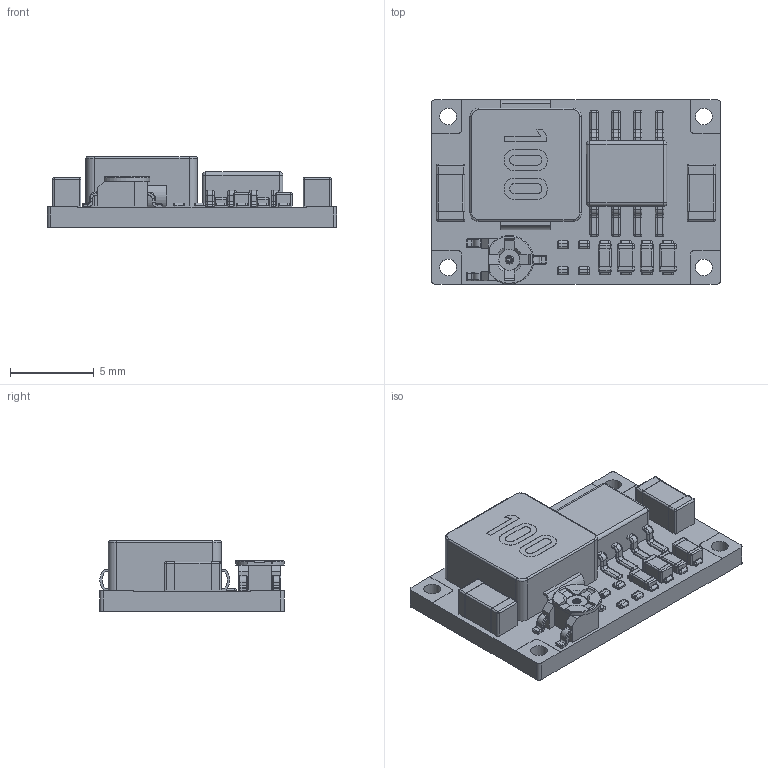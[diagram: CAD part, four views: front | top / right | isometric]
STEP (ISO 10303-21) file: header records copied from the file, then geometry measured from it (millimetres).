
FILE_DESCRIPTION(/* description */ (''),/* implementation_level */ '2;1');
FILE_NAME(/* name */ 'DSN-MINI-360.step',/* time_stamp */ '2023-11-16T15:30:56-08:00',/* author */ (''),/* organization */ (''),/* preprocessor_version */ 'ST-DEVELOPER v20',/* originating_system */ 'Autodesk Translation Framework v12.14.0.127',/* authorisation */ '');
FILE_SCHEMA (('AUTOMOTIVE_DESIGN { 1 0 10303 214 3 1 1 }'));
Length unit declared in the file: millimetre
Products named in the file (11): DSN-MINI-360; PCB Board; R; R(Mirror); IC; DC Step Down; POT; ST; ST (1); ST (2); ST (4)
Assembly tree (12 placements, depth 2):
  DSN-MINI-360
    PCB Board
    R
    R(Mirror)
    IC
    DC Step Down
    POT
    ST  x2
    ST (1)
    ST (2)
    ST (4)  x2
Bounding box: 17.25 x 11 x 4.21 mm (x, y, z)
Volume: 434.8 mm3; surface area: 917 mm2
Topology: 50 solids, 50 shells, 1384 faces, 3252 edges, 2004 vertices
Faces by surface type: plane 677, cylinder 347, bspline 251, torus 53, sphere 52, cone 4
Full cylindrical faces by diameter (mm): 1 x4, 1.249 x1
Entity records: 39071 total; most frequent: CARTESIAN_POINT 10185, ORIENTED_EDGE 6084, DIRECTION 5439, EDGE_CURVE 3042, LINE 1883, VECTOR 1883, VERTEX_POINT 1876, AXIS2_PLACEMENT_3D 1778
